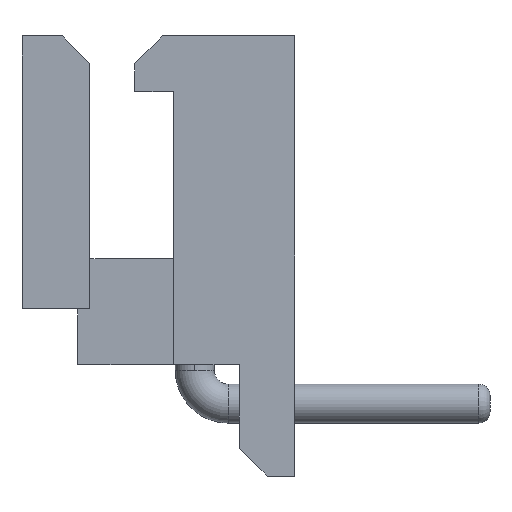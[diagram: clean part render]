
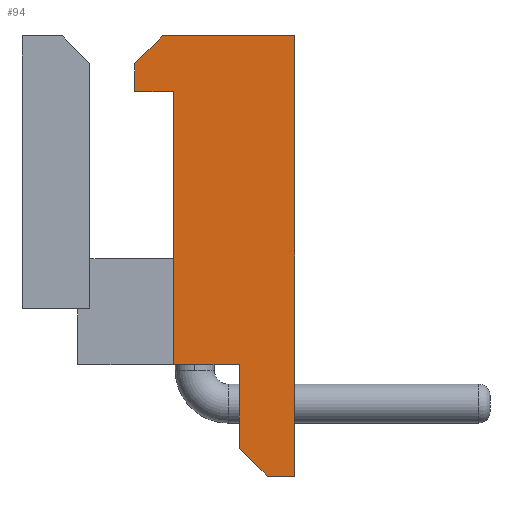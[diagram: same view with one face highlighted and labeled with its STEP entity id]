
A CAD part, left-side view. The second image highlights one B-rep face of the part: STEP entity #94.
In plain terms, the highlighted planar face has unit normal (-1, 0, 0).
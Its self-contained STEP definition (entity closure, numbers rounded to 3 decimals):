
#26 = VERTEX_POINT ( 'NONE', #1938 ) ;
#94 = ADVANCED_FACE ( 'NONE', ( #924 ), #4628, .F. ) ;
#189 = VERTEX_POINT ( 'NONE', #1796 ) ;
#196 = VECTOR ( 'NONE', #3045, 1000. ) ;
#252 = CARTESIAN_POINT ( 'NONE',  ( -2.45, 2.38, 6.6 ) ) ;
#335 = DIRECTION ( 'NONE',  ( 0., 0., 1. ) ) ;
#539 = VECTOR ( 'NONE', #2208, 1000. ) ;
#553 = ORIENTED_EDGE ( 'NONE', *, *, #2044, .T. ) ;
#685 = EDGE_CURVE ( 'NONE', #4685, #2396, #1252, .T. ) ;
#706 = LINE ( 'NONE', #2445, #4678 ) ;
#726 = EDGE_CURVE ( 'NONE', #3842, #2091, #3097, .T. ) ;
#785 = CARTESIAN_POINT ( 'NONE',  ( -2.45, 1., 0.7 ) ) ;
#838 = EDGE_CURVE ( 'NONE', #4498, #189, #706, .T. ) ;
#893 = CARTESIAN_POINT ( 'NONE',  ( -2.45, 2.18, 0.7 ) ) ;
#914 = DIRECTION ( 'NONE',  ( 0., -1., 0. ) ) ;
#924 = FACE_OUTER_BOUND ( 'NONE', #3567, .T. ) ;
#961 = LINE ( 'NONE', #2150, #3280 ) ;
#1072 = VECTOR ( 'NONE', #3047, 1000. ) ;
#1077 = CARTESIAN_POINT ( 'NONE',  ( -2.45, 2.88, 5.6 ) ) ;
#1104 = LINE ( 'NONE', #1077, #539 ) ;
#1110 = LINE ( 'NONE', #2566, #1721 ) ;
#1252 = LINE ( 'NONE', #3148, #1072 ) ;
#1307 = CARTESIAN_POINT ( 'NONE',  ( -2.45, 4.9, -1.3 ) ) ;
#1404 = ORIENTED_EDGE ( 'NONE', *, *, #4197, .T. ) ;
#1408 = AXIS2_PLACEMENT_3D ( 'NONE', #3857, #4541, #2028 ) ;
#1422 = CARTESIAN_POINT ( 'NONE',  ( -2.45, 2.88, 6.1 ) ) ;
#1548 = VERTEX_POINT ( 'NONE', #1422 ) ;
#1562 = CARTESIAN_POINT ( 'NONE',  ( -2.45, 2.18, 5.6 ) ) ;
#1721 = VECTOR ( 'NONE', #4038, 1000. ) ;
#1796 = CARTESIAN_POINT ( 'NONE',  ( -2.45, 0., 6.6 ) ) ;
#1802 = LINE ( 'NONE', #2414, #4431 ) ;
#1866 = CARTESIAN_POINT ( 'NONE',  ( -2.45, 0., -1.3 ) ) ;
#1925 = VECTOR ( 'NONE', #2248, 1000. ) ;
#1938 = CARTESIAN_POINT ( 'NONE',  ( -2.45, 1., 0.7 ) ) ;
#1986 = VECTOR ( 'NONE', #2329, 1000. ) ;
#2028 = DIRECTION ( 'NONE',  ( 0., 0., -1. ) ) ;
#2044 = EDGE_CURVE ( 'NONE', #2091, #2594, #3200, .T. ) ;
#2091 = VERTEX_POINT ( 'NONE', #3869 ) ;
#2133 = ORIENTED_EDGE ( 'NONE', *, *, #3790, .T. ) ;
#2150 = CARTESIAN_POINT ( 'NONE',  ( -2.45, 2.88, 6.1 ) ) ;
#2179 = LINE ( 'NONE', #785, #1925 ) ;
#2208 = DIRECTION ( 'NONE',  ( 0., 0., 1. ) ) ;
#2248 = DIRECTION ( 'NONE',  ( 0., 0., -1. ) ) ;
#2269 = ORIENTED_EDGE ( 'NONE', *, *, #3898, .F. ) ;
#2329 = DIRECTION ( 'NONE',  ( 0., -0.707, -0.707 ) ) ;
#2396 = VERTEX_POINT ( 'NONE', #2582 ) ;
#2402 = ORIENTED_EDGE ( 'NONE', *, *, #2431, .F. ) ;
#2414 = CARTESIAN_POINT ( 'NONE',  ( -2.45, 0., 6.6 ) ) ;
#2419 = VECTOR ( 'NONE', #914, 1000. ) ;
#2431 = EDGE_CURVE ( 'NONE', #2396, #1548, #1104, .T. ) ;
#2445 = CARTESIAN_POINT ( 'NONE',  ( -2.45, 4.9, 6.6 ) ) ;
#2472 = DIRECTION ( 'NONE',  ( 0., -0.707, 0.707 ) ) ;
#2523 = DIRECTION ( 'NONE',  ( 0., -1., 0. ) ) ;
#2566 = CARTESIAN_POINT ( 'NONE',  ( -2.45, 3.9, 0.7 ) ) ;
#2582 = CARTESIAN_POINT ( 'NONE',  ( -2.45, 2.88, 5.6 ) ) ;
#2594 = VERTEX_POINT ( 'NONE', #1866 ) ;
#2679 = EDGE_CURVE ( 'NONE', #26, #3842, #2179, .T. ) ;
#2743 = ORIENTED_EDGE ( 'NONE', *, *, #2679, .T. ) ;
#3045 = DIRECTION ( 'NONE',  ( 0., 0., -1. ) ) ;
#3047 = DIRECTION ( 'NONE',  ( 0., 1., 0. ) ) ;
#3097 = LINE ( 'NONE', #3441, #1986 ) ;
#3148 = CARTESIAN_POINT ( 'NONE',  ( -2.45, 2.18, 5.6 ) ) ;
#3167 = ORIENTED_EDGE ( 'NONE', *, *, #838, .F. ) ;
#3200 = LINE ( 'NONE', #1307, #2419 ) ;
#3205 = EDGE_CURVE ( 'NONE', #3545, #26, #1110, .T. ) ;
#3280 = VECTOR ( 'NONE', #2472, 1000. ) ;
#3437 = LINE ( 'NONE', #4499, #196 ) ;
#3441 = CARTESIAN_POINT ( 'NONE',  ( -2.45, 1., -0.8 ) ) ;
#3545 = VERTEX_POINT ( 'NONE', #893 ) ;
#3562 = ORIENTED_EDGE ( 'NONE', *, *, #3205, .T. ) ;
#3567 = EDGE_LOOP ( 'NONE', ( #3167, #2269, #2402, #4216, #1404, #3562, #2743, #3961, #553, #2133 ) ) ;
#3790 = EDGE_CURVE ( 'NONE', #2594, #189, #1802, .T. ) ;
#3842 = VERTEX_POINT ( 'NONE', #4310 ) ;
#3857 = CARTESIAN_POINT ( 'NONE',  ( -2.45, 4.9, 6.6 ) ) ;
#3869 = CARTESIAN_POINT ( 'NONE',  ( -2.45, 0.5, -1.3 ) ) ;
#3898 = EDGE_CURVE ( 'NONE', #1548, #4498, #961, .T. ) ;
#3961 = ORIENTED_EDGE ( 'NONE', *, *, #726, .T. ) ;
#4038 = DIRECTION ( 'NONE',  ( 0., -1., 0. ) ) ;
#4197 = EDGE_CURVE ( 'NONE', #4685, #3545, #3437, .T. ) ;
#4216 = ORIENTED_EDGE ( 'NONE', *, *, #685, .F. ) ;
#4310 = CARTESIAN_POINT ( 'NONE',  ( -2.45, 1., -0.8 ) ) ;
#4431 = VECTOR ( 'NONE', #335, 1000. ) ;
#4498 = VERTEX_POINT ( 'NONE', #252 ) ;
#4499 = CARTESIAN_POINT ( 'NONE',  ( -2.45, 2.18, 1.7 ) ) ;
#4541 = DIRECTION ( 'NONE',  ( 1., 0., 0. ) ) ;
#4628 = PLANE ( 'NONE',  #1408 ) ;
#4678 = VECTOR ( 'NONE', #2523, 1000. ) ;
#4685 = VERTEX_POINT ( 'NONE', #1562 ) ;
